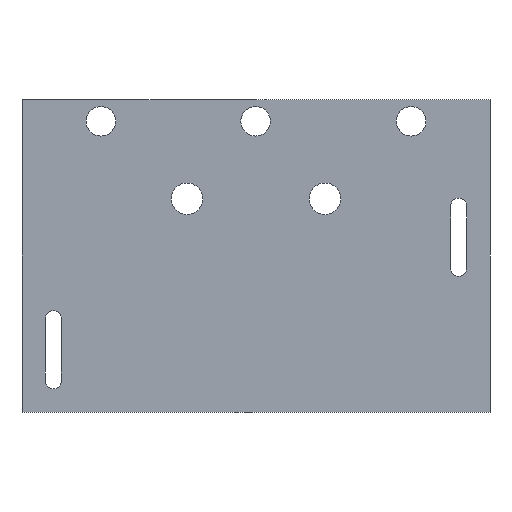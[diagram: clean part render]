
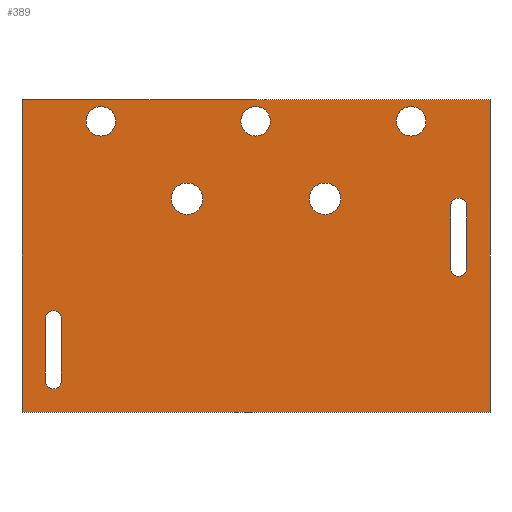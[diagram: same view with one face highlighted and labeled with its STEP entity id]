
A CAD part, front view. The second image highlights one B-rep face of the part: STEP entity #389.
In plain terms, the highlighted planar face has unit normal (0, -1, 0).
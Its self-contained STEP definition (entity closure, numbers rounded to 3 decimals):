
#22=FACE_BOUND('',#84,.T.);
#23=FACE_BOUND('',#85,.T.);
#24=FACE_BOUND('',#86,.T.);
#25=FACE_BOUND('',#87,.T.);
#26=FACE_BOUND('',#88,.T.);
#27=FACE_BOUND('',#89,.T.);
#28=FACE_BOUND('',#90,.T.);
#38=PLANE('',#440);
#57=FACE_OUTER_BOUND('',#83,.T.);
#83=EDGE_LOOP('',(#345,#346,#347,#348));
#84=EDGE_LOOP('',(#349));
#85=EDGE_LOOP('',(#350));
#86=EDGE_LOOP('',(#351));
#87=EDGE_LOOP('',(#352,#353,#354,#355));
#88=EDGE_LOOP('',(#356));
#89=EDGE_LOOP('',(#357,#358,#359,#360));
#90=EDGE_LOOP('',(#361));
#95=LINE('',#578,#128);
#100=LINE('',#592,#133);
#104=LINE('',#608,#137);
#109=LINE('',#622,#142);
#112=LINE('',#632,#145);
#116=LINE('',#640,#149);
#119=LINE('',#646,#152);
#122=LINE('',#651,#155);
#128=VECTOR('',#473,10.);
#133=VECTOR('',#486,10.);
#137=VECTOR('',#504,10.);
#142=VECTOR('',#517,10.);
#145=VECTOR('',#528,10.);
#149=VECTOR('',#534,10.);
#152=VECTOR('',#539,10.);
#155=VECTOR('',#544,10.);
#158=CIRCLE('',#406,1.5);
#160=CIRCLE('',#409,1.5);
#162=CIRCLE('',#412,1.5);
#164=CIRCLE('',#415,1.6);
#165=CIRCLE('',#418,0.795);
#167=CIRCLE('',#422,0.795);
#170=CIRCLE('',#426,1.6);
#171=CIRCLE('',#429,0.795);
#173=CIRCLE('',#433,0.795);
#176=VERTEX_POINT('',#554);
#178=VERTEX_POINT('',#560);
#180=VERTEX_POINT('',#566);
#182=VERTEX_POINT('',#572);
#183=VERTEX_POINT('',#576);
#184=VERTEX_POINT('',#577);
#187=VERTEX_POINT('',#585);
#189=VERTEX_POINT('',#591);
#192=VERTEX_POINT('',#602);
#193=VERTEX_POINT('',#606);
#194=VERTEX_POINT('',#607);
#197=VERTEX_POINT('',#615);
#199=VERTEX_POINT('',#621);
#201=VERTEX_POINT('',#630);
#202=VERTEX_POINT('',#631);
#205=VERTEX_POINT('',#639);
#207=VERTEX_POINT('',#645);
#211=EDGE_CURVE('',#176,#176,#158,.T.);
#214=EDGE_CURVE('',#178,#178,#160,.T.);
#217=EDGE_CURVE('',#180,#180,#162,.T.);
#220=EDGE_CURVE('',#182,#182,#164,.T.);
#221=EDGE_CURVE('',#183,#184,#95,.T.);
#225=EDGE_CURVE('',#187,#183,#165,.T.);
#228=EDGE_CURVE('',#189,#187,#100,.T.);
#231=EDGE_CURVE('',#184,#189,#167,.T.);
#235=EDGE_CURVE('',#192,#192,#170,.T.);
#236=EDGE_CURVE('',#193,#194,#104,.T.);
#240=EDGE_CURVE('',#197,#193,#171,.T.);
#243=EDGE_CURVE('',#199,#197,#109,.T.);
#246=EDGE_CURVE('',#194,#199,#173,.T.);
#248=EDGE_CURVE('',#201,#202,#112,.T.);
#252=EDGE_CURVE('',#202,#205,#116,.T.);
#255=EDGE_CURVE('',#205,#207,#119,.T.);
#258=EDGE_CURVE('',#207,#201,#122,.T.);
#345=ORIENTED_EDGE('',*,*,#258,.T.);
#346=ORIENTED_EDGE('',*,*,#248,.T.);
#347=ORIENTED_EDGE('',*,*,#252,.T.);
#348=ORIENTED_EDGE('',*,*,#255,.T.);
#349=ORIENTED_EDGE('',*,*,#211,.T.);
#350=ORIENTED_EDGE('',*,*,#214,.T.);
#351=ORIENTED_EDGE('',*,*,#217,.T.);
#352=ORIENTED_EDGE('',*,*,#246,.F.);
#353=ORIENTED_EDGE('',*,*,#236,.F.);
#354=ORIENTED_EDGE('',*,*,#240,.F.);
#355=ORIENTED_EDGE('',*,*,#243,.F.);
#356=ORIENTED_EDGE('',*,*,#235,.F.);
#357=ORIENTED_EDGE('',*,*,#231,.F.);
#358=ORIENTED_EDGE('',*,*,#221,.F.);
#359=ORIENTED_EDGE('',*,*,#225,.F.);
#360=ORIENTED_EDGE('',*,*,#228,.F.);
#361=ORIENTED_EDGE('',*,*,#220,.F.);
#389=ADVANCED_FACE('',(#57,#22,#23,#24,#25,#26,#27,#28),#38,.F.);
#406=AXIS2_PLACEMENT_3D('',#556,#448,#449);
#409=AXIS2_PLACEMENT_3D('',#562,#455,#456);
#412=AXIS2_PLACEMENT_3D('',#568,#462,#463);
#415=AXIS2_PLACEMENT_3D('',#574,#469,#470);
#418=AXIS2_PLACEMENT_3D('',#586,#479,#480);
#422=AXIS2_PLACEMENT_3D('',#597,#491,#492);
#426=AXIS2_PLACEMENT_3D('',#604,#500,#501);
#429=AXIS2_PLACEMENT_3D('',#616,#510,#511);
#433=AXIS2_PLACEMENT_3D('',#627,#522,#523);
#440=AXIS2_PLACEMENT_3D('',#654,#548,#549);
#448=DIRECTION('center_axis',(0.,1.,0.));
#449=DIRECTION('ref_axis',(0.,0.,1.));
#455=DIRECTION('center_axis',(0.,1.,0.));
#456=DIRECTION('ref_axis',(0.,0.,1.));
#462=DIRECTION('center_axis',(0.,1.,0.));
#463=DIRECTION('ref_axis',(0.,0.,1.));
#469=DIRECTION('center_axis',(0.,-1.,0.));
#470=DIRECTION('ref_axis',(1.,0.,0.));
#473=DIRECTION('',(0.,0.,-1.));
#479=DIRECTION('center_axis',(0.,-1.,0.));
#480=DIRECTION('ref_axis',(-1.,0.,0.));
#486=DIRECTION('',(0.,0.,1.));
#491=DIRECTION('center_axis',(0.,-1.,0.));
#492=DIRECTION('ref_axis',(1.,0.,0.));
#500=DIRECTION('center_axis',(0.,-1.,0.));
#501=DIRECTION('ref_axis',(1.,0.,0.));
#504=DIRECTION('',(0.,0.,1.));
#510=DIRECTION('center_axis',(0.,-1.,0.));
#511=DIRECTION('ref_axis',(1.,0.,0.));
#517=DIRECTION('',(0.,0.,-1.));
#522=DIRECTION('center_axis',(0.,-1.,0.));
#523=DIRECTION('ref_axis',(-1.,0.,0.));
#528=DIRECTION('',(0.,0.,-1.));
#534=DIRECTION('',(1.,0.,0.));
#539=DIRECTION('',(0.,0.,1.));
#544=DIRECTION('',(-1.,0.,0.));
#548=DIRECTION('center_axis',(0.,1.,0.));
#549=DIRECTION('ref_axis',(1.,0.,0.));
#554=CARTESIAN_POINT('',(23.713,-22.427,28.05));
#556=CARTESIAN_POINT('Origin',(23.713,-22.427,29.55));
#560=CARTESIAN_POINT('',(8.,-22.427,28.05));
#562=CARTESIAN_POINT('Origin',(8.,-22.427,29.55));
#566=CARTESIAN_POINT('',(39.5,-22.427,28.05));
#568=CARTESIAN_POINT('Origin',(39.5,-22.427,29.55));
#572=CARTESIAN_POINT('',(15.15,-22.427,21.68));
#574=CARTESIAN_POINT('Origin',(16.75,-22.427,21.68));
#576=CARTESIAN_POINT('',(2.385,-22.427,9.53));
#577=CARTESIAN_POINT('',(2.385,-22.427,3.18));
#578=CARTESIAN_POINT('',(2.385,-22.427,3.18));
#585=CARTESIAN_POINT('',(3.975,-22.427,9.53));
#586=CARTESIAN_POINT('Origin',(3.18,-22.427,9.53));
#591=CARTESIAN_POINT('',(3.975,-22.427,3.18));
#592=CARTESIAN_POINT('',(3.975,-22.427,9.53));
#597=CARTESIAN_POINT('Origin',(3.18,-22.427,3.18));
#602=CARTESIAN_POINT('',(29.15,-22.427,21.68));
#604=CARTESIAN_POINT('Origin',(30.75,-22.427,21.68));
#606=CARTESIAN_POINT('',(45.115,-22.427,14.61));
#607=CARTESIAN_POINT('',(45.115,-22.427,20.96));
#608=CARTESIAN_POINT('',(45.115,-22.427,20.96));
#615=CARTESIAN_POINT('',(43.525,-22.427,14.61));
#616=CARTESIAN_POINT('Origin',(44.32,-22.427,14.61));
#621=CARTESIAN_POINT('',(43.525,-22.427,20.96));
#622=CARTESIAN_POINT('',(43.525,-22.427,14.61));
#627=CARTESIAN_POINT('Origin',(44.32,-22.427,20.96));
#630=CARTESIAN_POINT('',(0.,-22.427,31.75));
#631=CARTESIAN_POINT('',(0.,-22.427,0.));
#632=CARTESIAN_POINT('',(0.,-22.427,31.75));
#639=CARTESIAN_POINT('',(47.5,-22.427,0.));
#640=CARTESIAN_POINT('',(0.,-22.427,0.));
#645=CARTESIAN_POINT('',(47.5,-22.427,31.75));
#646=CARTESIAN_POINT('',(47.5,-22.427,0.));
#651=CARTESIAN_POINT('',(47.5,-22.427,31.75));
#654=CARTESIAN_POINT('Origin',(23.75,-22.427,15.875));
